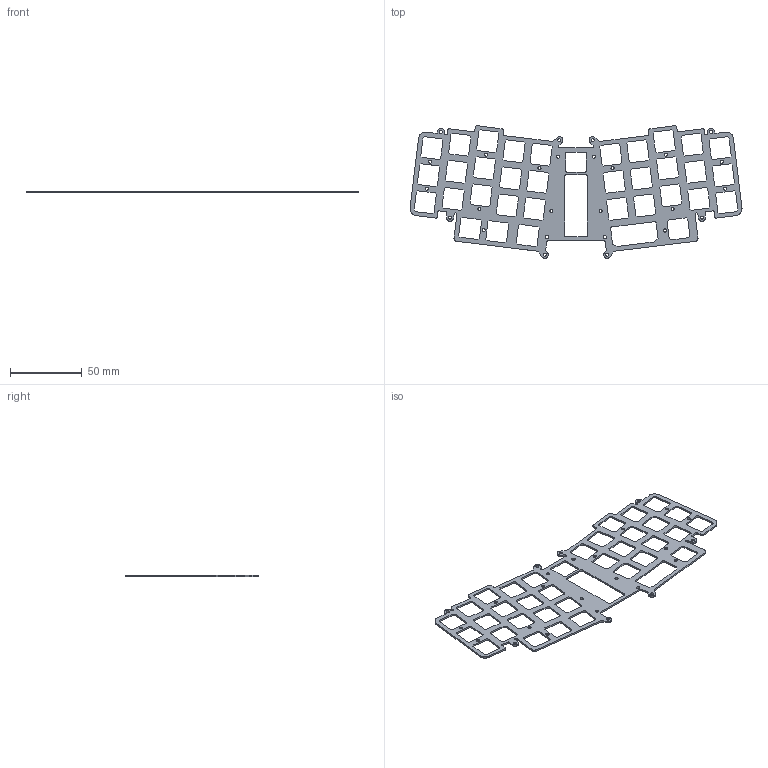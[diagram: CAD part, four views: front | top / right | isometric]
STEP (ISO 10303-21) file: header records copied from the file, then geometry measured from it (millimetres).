
FILE_DESCRIPTION(('KiCad electronic assembly'),'2;1');
FILE_NAME('plate_asym-3D.step','2024-02-06T18:33:18',('Pcbnew'),('Kicad' ),'Open CASCADE STEP processor 7.6','KiCad to STEP converter', 'Unknown');
FILE_SCHEMA(('AUTOMOTIVE_DESIGN { 1 0 10303 214 1 1 1 1 }'));
Length unit declared in the file: millimetre
Products named in the file (2): plate_asym-3D 1; plate_asym PCB
Assembly tree (1 placements, depth 2):
  plate_asym-3D 1
    plate_asym PCB
Bounding box: 231.63 x 92.48 x 1.2 mm (x, y, z)
Volume: 9570.9 mm3; surface area: 19570.8 mm2
Topology: 1 solids, 1 shells, 983 faces, 2943 edges, 1962 vertices
Faces by surface type: plane 957, cylinder 26
Full cylindrical faces by diameter (mm): 2.1 x8, 2.2 x18
Entity records: 71163 total; most frequent: CARTESIAN_POINT 12088, DIRECTION 10799, LINE 8725, VECTOR 8725, ORIENTED_EDGE 5886, PCURVE 5886, DEFINITIONAL_REPRESENTATION 5886, EDGE_CURVE 2943
